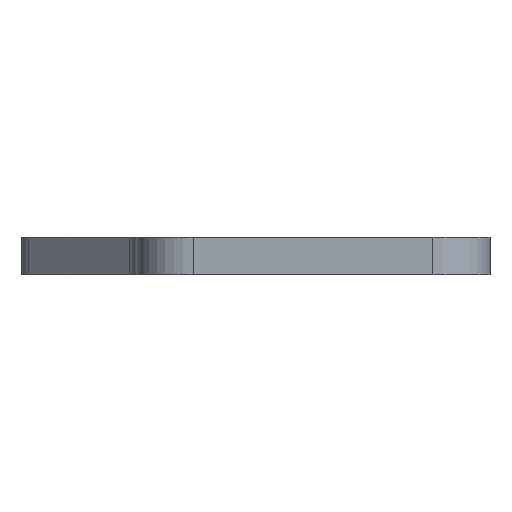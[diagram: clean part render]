
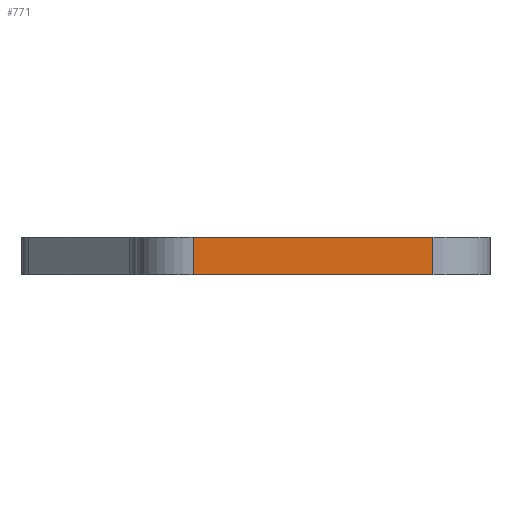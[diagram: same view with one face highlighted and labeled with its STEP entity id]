
A CAD part, front view. The second image highlights one B-rep face of the part: STEP entity #771.
In plain terms, the highlighted planar face has unit normal (0, -1, 0).
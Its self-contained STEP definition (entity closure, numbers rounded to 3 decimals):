
#27 = CARTESIAN_POINT ( 'NONE',  ( 15.5, -5., 3.3 ) ) ;
#33 = CARTESIAN_POINT ( 'NONE',  ( -5.5, -5., 3.3 ) ) ;
#59 = AXIS2_PLACEMENT_3D ( 'NONE', #539, #142, #221 ) ;
#105 = LINE ( 'NONE', #697, #119 ) ;
#119 = VECTOR ( 'NONE', #1014, 1000. ) ;
#142 = DIRECTION ( 'NONE',  ( 0., -1., 0. ) ) ;
#158 = VECTOR ( 'NONE', #780, 1000. ) ;
#168 = EDGE_CURVE ( 'NONE', #528, #393, #105, .T. ) ;
#221 = DIRECTION ( 'NONE',  ( 0., 0., -1. ) ) ;
#234 = CARTESIAN_POINT ( 'NONE',  ( 0., -5., 3.3 ) ) ;
#243 = CARTESIAN_POINT ( 'NONE',  ( -5.5, -5., 0. ) ) ;
#270 = EDGE_CURVE ( 'NONE', #528, #410, #374, .T. ) ;
#349 = VERTEX_POINT ( 'NONE', #243 ) ;
#374 = LINE ( 'NONE', #234, #158 ) ;
#382 = CARTESIAN_POINT ( 'NONE',  ( 0., -5., 0. ) ) ;
#393 = VERTEX_POINT ( 'NONE', #423 ) ;
#410 = VERTEX_POINT ( 'NONE', #496 ) ;
#423 = CARTESIAN_POINT ( 'NONE',  ( 15.5, -5., 0. ) ) ;
#439 = DIRECTION ( 'NONE',  ( 0., 0., -1. ) ) ;
#492 = LINE ( 'NONE', #33, #722 ) ;
#496 = CARTESIAN_POINT ( 'NONE',  ( -5.5, -5., 3.3 ) ) ;
#504 = ORIENTED_EDGE ( 'NONE', *, *, #699, .F. ) ;
#515 = FACE_OUTER_BOUND ( 'NONE', #1009, .T. ) ;
#528 = VERTEX_POINT ( 'NONE', #27 ) ;
#535 = PLANE ( 'NONE',  #59 ) ;
#539 = CARTESIAN_POINT ( 'NONE',  ( 0., -5., 3.3 ) ) ;
#568 = VECTOR ( 'NONE', #852, 1000. ) ;
#580 = ORIENTED_EDGE ( 'NONE', *, *, #879, .T. ) ;
#697 = CARTESIAN_POINT ( 'NONE',  ( 15.5, -5., 3.3 ) ) ;
#698 = ORIENTED_EDGE ( 'NONE', *, *, #270, .T. ) ;
#699 = EDGE_CURVE ( 'NONE', #393, #349, #731, .T. ) ;
#711 = ORIENTED_EDGE ( 'NONE', *, *, #168, .F. ) ;
#722 = VECTOR ( 'NONE', #439, 1000. ) ;
#731 = LINE ( 'NONE', #382, #568 ) ;
#771 = ADVANCED_FACE ( 'NONE', ( #515 ), #535, .T. ) ;
#780 = DIRECTION ( 'NONE',  ( -1., 0., 0. ) ) ;
#852 = DIRECTION ( 'NONE',  ( -1., 0., 0. ) ) ;
#879 = EDGE_CURVE ( 'NONE', #410, #349, #492, .T. ) ;
#1009 = EDGE_LOOP ( 'NONE', ( #504, #711, #698, #580 ) ) ;
#1014 = DIRECTION ( 'NONE',  ( 0., 0., -1. ) ) ;
